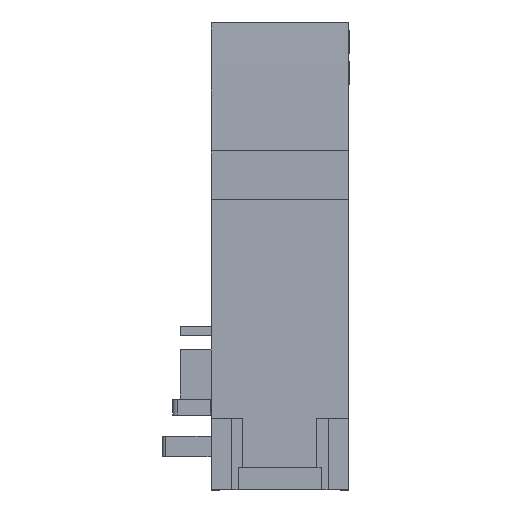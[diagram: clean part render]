
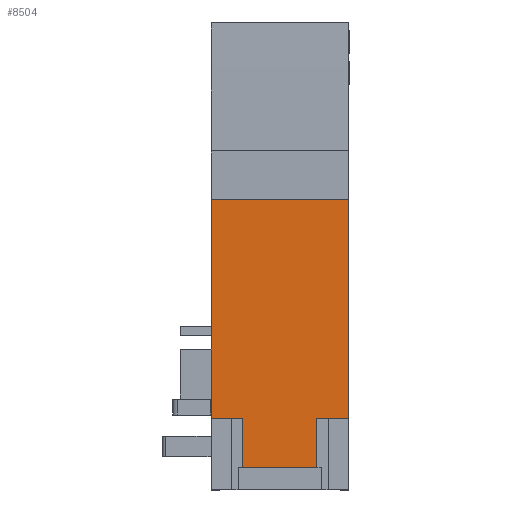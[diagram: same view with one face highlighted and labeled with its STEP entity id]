
A CAD part, front view. The second image highlights one B-rep face of the part: STEP entity #8504.
In plain terms, the highlighted planar face has unit normal (0, -1, 0).
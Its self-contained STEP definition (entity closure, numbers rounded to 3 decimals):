
#6925=FACE_OUTER_BOUND('',#13235,.T.);
#8504=ADVANCED_FACE('',(#6925),#10117,.F.);
#10117=PLANE('',#37548);
#13235=EDGE_LOOP('',(#16193,#16194,#16195,#16196,#16197,#16198,#16199,#16200));
#16193=ORIENTED_EDGE('',*,*,#27717,.T.);
#16194=ORIENTED_EDGE('',*,*,#27718,.T.);
#16195=ORIENTED_EDGE('',*,*,#27719,.F.);
#16196=ORIENTED_EDGE('',*,*,#27720,.F.);
#16197=ORIENTED_EDGE('',*,*,#26520,.F.);
#16198=ORIENTED_EDGE('',*,*,#27721,.T.);
#16199=ORIENTED_EDGE('',*,*,#27700,.T.);
#16200=ORIENTED_EDGE('',*,*,#27722,.F.);
#23618=VERTEX_POINT('',#45920);
#23619=VERTEX_POINT('',#45922);
#24713=VERTEX_POINT('',#49330);
#24714=VERTEX_POINT('',#49332);
#24729=VERTEX_POINT('',#49365);
#24730=VERTEX_POINT('',#49366);
#24731=VERTEX_POINT('',#49368);
#24732=VERTEX_POINT('',#49370);
#26520=EDGE_CURVE('',#23618,#23619,#30888,.T.);
#27700=EDGE_CURVE('',#24714,#24713,#31796,.T.);
#27717=EDGE_CURVE('',#24729,#24730,#31812,.T.);
#27718=EDGE_CURVE('',#24730,#24731,#31813,.T.);
#27719=EDGE_CURVE('',#24732,#24731,#31814,.T.);
#27720=EDGE_CURVE('',#23619,#24732,#31815,.T.);
#27721=EDGE_CURVE('',#23618,#24714,#31816,.T.);
#27722=EDGE_CURVE('',#24729,#24713,#31817,.T.);
#30888=LINE('',#45921,#33974);
#31796=LINE('',#49331,#34894);
#31812=LINE('',#49364,#34910);
#31813=LINE('',#49367,#34911);
#31814=LINE('',#49369,#34912);
#31815=LINE('',#49371,#34913);
#31816=LINE('',#49372,#34914);
#31817=LINE('',#49373,#34915);
#33974=VECTOR('',#39067,1.);
#34894=VECTOR('',#40491,1.);
#34910=VECTOR('',#40511,1.);
#34911=VECTOR('',#40512,1.);
#34912=VECTOR('',#40513,1.);
#34913=VECTOR('',#40514,1.);
#34914=VECTOR('',#40515,1.);
#34915=VECTOR('',#40516,1.);
#37548=AXIS2_PLACEMENT_3D('',#49374,#40517,#40518);
#39067=DIRECTION('',(0.,0.,-1.));
#40491=DIRECTION('',(0.,0.,-1.));
#40511=DIRECTION('',(0.,0.,-1.));
#40512=DIRECTION('',(1.,0.,0.));
#40513=DIRECTION('',(0.,0.,-1.));
#40514=DIRECTION('',(-1.,0.,0.));
#40515=DIRECTION('',(-1.,0.,0.));
#40516=DIRECTION('',(-1.,0.,0.));
#40517=DIRECTION('',(0.,1.,0.));
#40518=DIRECTION('',(0.,0.,1.));
#45920=CARTESIAN_POINT('',(15.,0.,31.8));
#45921=CARTESIAN_POINT('',(15.,0.,31.8));
#45922=CARTESIAN_POINT('',(15.,0.,7.85));
#49330=CARTESIAN_POINT('',(0.,0.,7.85));
#49331=CARTESIAN_POINT('',(0.,0.,31.8));
#49332=CARTESIAN_POINT('',(0.,0.,31.8));
#49364=CARTESIAN_POINT('',(3.45,0.,7.85));
#49365=CARTESIAN_POINT('',(3.45,0.,7.85));
#49366=CARTESIAN_POINT('',(3.45,0.,2.45));
#49367=CARTESIAN_POINT('',(3.45,0.,2.45));
#49368=CARTESIAN_POINT('',(11.55,0.,2.45));
#49369=CARTESIAN_POINT('',(11.55,0.,7.85));
#49370=CARTESIAN_POINT('',(11.55,0.,7.85));
#49371=CARTESIAN_POINT('',(15.,0.,7.85));
#49372=CARTESIAN_POINT('',(15.,0.,31.8));
#49373=CARTESIAN_POINT('',(3.45,0.,7.85));
#49374=CARTESIAN_POINT('',(15.,0.,31.8));
